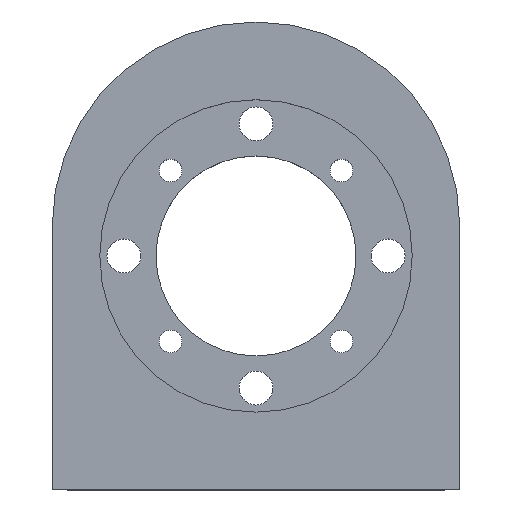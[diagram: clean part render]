
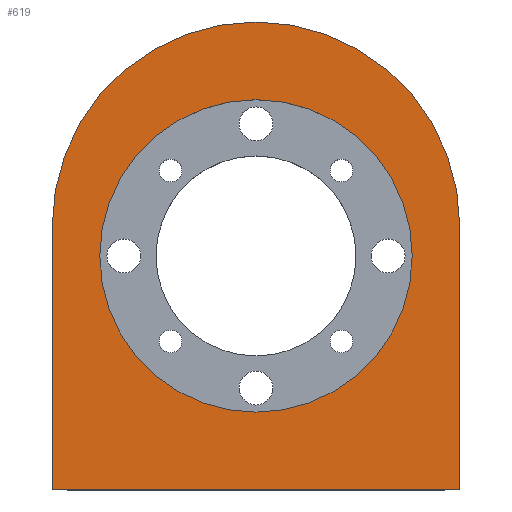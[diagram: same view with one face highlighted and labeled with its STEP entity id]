
A CAD part, top view. The second image highlights one B-rep face of the part: STEP entity #619.
In plain terms, the highlighted planar face has unit normal (0, 0, 1).
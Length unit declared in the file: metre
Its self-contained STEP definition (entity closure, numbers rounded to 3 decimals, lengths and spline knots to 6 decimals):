
#15=LINE('',#997,#31);
#19=LINE('',#1014,#35);
#23=LINE('',#1021,#39);
#31=VECTOR('',#789,1.);
#35=VECTOR('',#803,1.);
#39=VECTOR('',#809,1.);
#47=PLANE('',#689);
#104=ORIENTED_EDGE('',*,*,#228,.F.);
#105=ORIENTED_EDGE('',*,*,#213,.F.);
#106=ORIENTED_EDGE('',*,*,#221,.T.);
#107=ORIENTED_EDGE('',*,*,#225,.T.);
#108=ORIENTED_EDGE('',*,*,#227,.T.);
#213=EDGE_CURVE('',#279,#276,#15,.T.);
#221=EDGE_CURVE('',#279,#287,#19,.T.);
#225=EDGE_CURVE('',#287,#289,#23,.T.);
#227=EDGE_CURVE('',#289,#276,#344,.T.);
#228=EDGE_CURVE('',#290,#290,#345,.T.);
#276=VERTEX_POINT('',#991);
#279=VERTEX_POINT('',#996);
#287=VERTEX_POINT('',#1013);
#289=VERTEX_POINT('',#1020);
#290=VERTEX_POINT('',#1027);
#344=CIRCLE('',#688,0.027);
#345=CIRCLE('',#690,0.0207);
#398=EDGE_LOOP('',(#104));
#399=EDGE_LOOP('',(#105,#106,#107,#108));
#500=FACE_BOUND('',#398,.T.);
#501=FACE_BOUND('',#399,.T.);
#619=ADVANCED_FACE('',(#500,#501),#47,.T.);
#688=AXIS2_PLACEMENT_3D('',#1024,#814,#815);
#689=AXIS2_PLACEMENT_3D('',#1025,#816,#817);
#690=AXIS2_PLACEMENT_3D('',#1026,#818,#819);
#789=DIRECTION('',(0.,1.,0.));
#803=DIRECTION('',(1.,0.,0.));
#809=DIRECTION('',(0.,1.,0.));
#814=DIRECTION('',(0.,0.,1.));
#815=DIRECTION('',(1.,0.,0.));
#816=DIRECTION('',(0.,0.,1.));
#817=DIRECTION('',(1.,0.,0.));
#818=DIRECTION('',(0.,0.,1.));
#819=DIRECTION('',(1.,0.,0.));
#991=CARTESIAN_POINT('',(-0.027,0.035,0.009));
#996=CARTESIAN_POINT('',(-0.027,0.,0.009));
#997=CARTESIAN_POINT('',(-0.027,0.0175,0.009));
#1013=CARTESIAN_POINT('',(0.027,0.,0.009));
#1014=CARTESIAN_POINT('',(0.,0.,0.009));
#1020=CARTESIAN_POINT('',(0.027,0.035,0.009));
#1021=CARTESIAN_POINT('',(0.027,0.0175,0.009));
#1024=CARTESIAN_POINT('',(0.,0.035,0.009));
#1025=CARTESIAN_POINT('',(0.,0.031,0.009));
#1026=CARTESIAN_POINT('',(0.,0.031,0.009));
#1027=CARTESIAN_POINT('',(0.0207,0.031,0.009));
